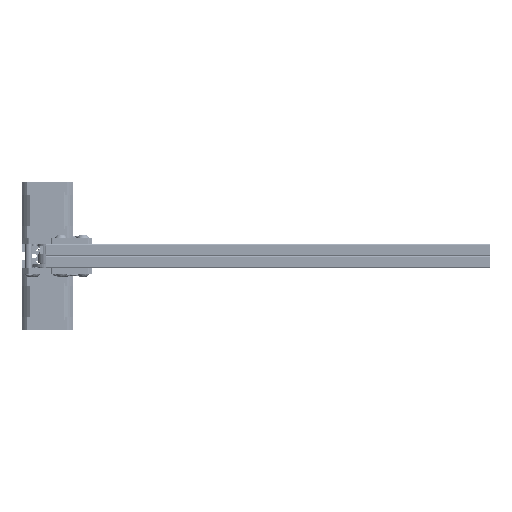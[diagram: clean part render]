
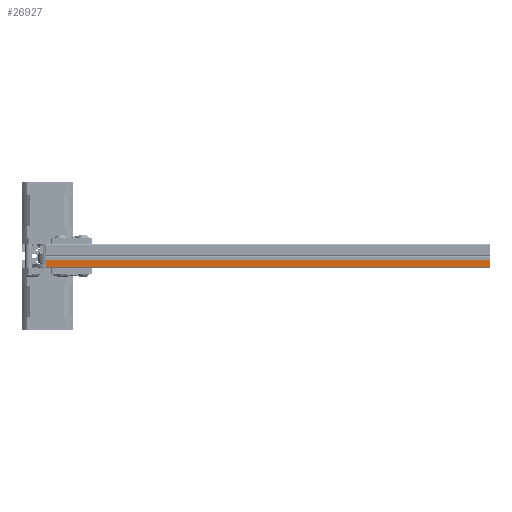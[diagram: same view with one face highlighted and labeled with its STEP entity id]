
A CAD part, left-side view. The second image highlights one B-rep face of the part: STEP entity #26927.
In plain terms, the highlighted face is planar.
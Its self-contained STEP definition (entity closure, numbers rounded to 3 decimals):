
#2124=PLANE('',#30367);
#3581=FACE_OUTER_BOUND('',#5322,.T.);
#5322=EDGE_LOOP('',(#24230,#24231,#24232,#24233));
#7289=LINE('',#49001,#9420);
#7290=LINE('',#49004,#9421);
#7291=LINE('',#49006,#9422);
#7292=LINE('',#49007,#9423);
#9420=VECTOR('',#38361,1000.);
#9421=VECTOR('',#38364,1000.);
#9422=VECTOR('',#38365,10.);
#9423=VECTOR('',#38366,1000.);
#13434=VERTEX_POINT('',#48997);
#13435=VERTEX_POINT('',#48999);
#13436=VERTEX_POINT('',#49003);
#13437=VERTEX_POINT('',#49005);
#17092=EDGE_CURVE('',#13435,#13434,#7289,.T.);
#17093=EDGE_CURVE('',#13434,#13436,#7290,.T.);
#17094=EDGE_CURVE('',#13435,#13437,#7291,.T.);
#17095=EDGE_CURVE('',#13437,#13436,#7292,.T.);
#24230=ORIENTED_EDGE('',*,*,#17093,.F.);
#24231=ORIENTED_EDGE('',*,*,#17092,.F.);
#24232=ORIENTED_EDGE('',*,*,#17094,.T.);
#24233=ORIENTED_EDGE('',*,*,#17095,.T.);
#26927=ADVANCED_FACE('',(#3581),#2124,.T.);
#30367=AXIS2_PLACEMENT_3D('',#49002,#38362,#38363);
#38361=DIRECTION('',(0.,0.,1.));
#38362=DIRECTION('center_axis',(0.,1.,0.));
#38363=DIRECTION('ref_axis',(0.,0.,1.));
#38364=DIRECTION('',(-1.,0.,0.));
#38365=DIRECTION('',(-1.,0.,0.));
#38366=DIRECTION('',(0.,0.,1.));
#48997=CARTESIAN_POINT('',(9.,10.,20.));
#48999=CARTESIAN_POINT('',(9.,10.,-350.));
#49001=CARTESIAN_POINT('',(9.,10.,-200.));
#49002=CARTESIAN_POINT('Origin',(9.,10.,-200.));
#49003=CARTESIAN_POINT('',(3.,10.,20.));
#49004=CARTESIAN_POINT('',(9.,10.,20.));
#49005=CARTESIAN_POINT('',(3.,10.,-350.));
#49006=CARTESIAN_POINT('',(0.,10.,-350.));
#49007=CARTESIAN_POINT('',(3.,10.,-200.));
